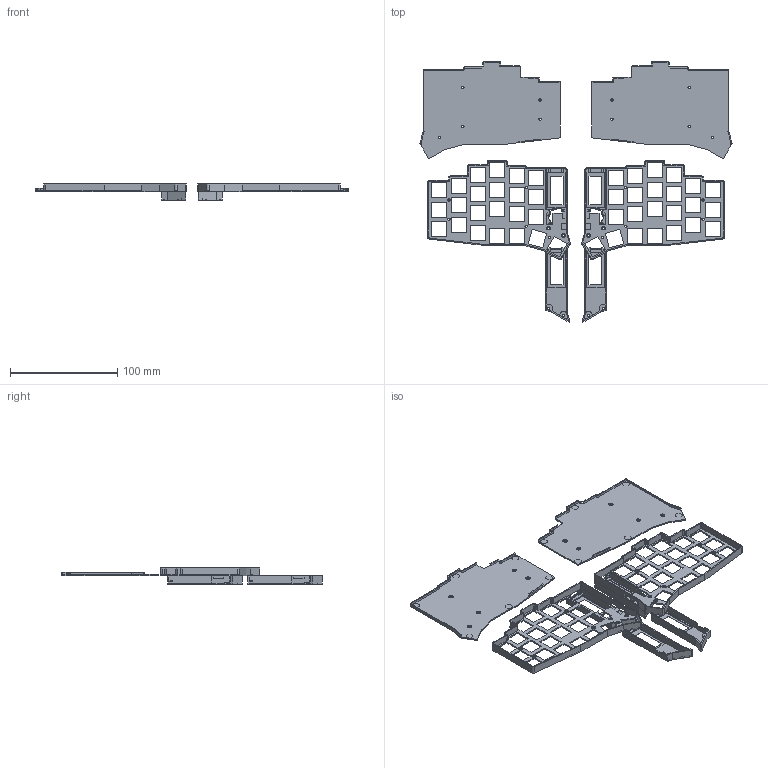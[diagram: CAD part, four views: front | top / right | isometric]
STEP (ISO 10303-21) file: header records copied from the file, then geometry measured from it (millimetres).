
FILE_DESCRIPTION(/* description */ ('','CAx-IF Rec.Pracs.---Representation and Presentation of Product Manufacturing Information (PMI)---4.0---2014-10-13'),/* implementation_level */ '2;1');
FILE_NAME(/* name */ 'case_lio.step',/* time_stamp */ '2025-01-25T17:49:34+01:00',/* author */ (''),/* organization */ (''),/* preprocessor_version */ 'ST-DEVELOPER v20',/* originating_system */ 'Autodesk Translation Framework v13.20.0.188',/* authorisation */ '');
FILE_SCHEMA (('AP242_MANAGED_MODEL_BASED_3D_ENGINEERING_MIM_LF { 1 0 10303 442 1 1 4 }'));
Length unit declared in the file: millimetre
Products named in the file (2): case_lio; top_case
Assembly tree (1 placements, depth 2):
  case_lio
    top_case
Bounding box: 290.95 x 243.12 x 15 mm (x, y, z)
Volume: 42099.3 mm3; surface area: 86690.9 mm2
Topology: 8 solids, 8 shells, 1200 faces, 3404 edges, 2248 vertices
Faces by surface type: plane 748, cylinder 244, bspline 204, sphere 4
Full cylindrical faces by diameter (mm): 2.2 x28, 3.4 x4, 4.1 x18, 6.3 x12
Entity records: 47054 total; most frequent: CARTESIAN_POINT 16439, ORIENTED_EDGE 6808, DIRECTION 5580, EDGE_CURVE 3404, LINE 2590, VECTOR 2590, VERTEX_POINT 2248, AXIS2_PLACEMENT_3D 1495
